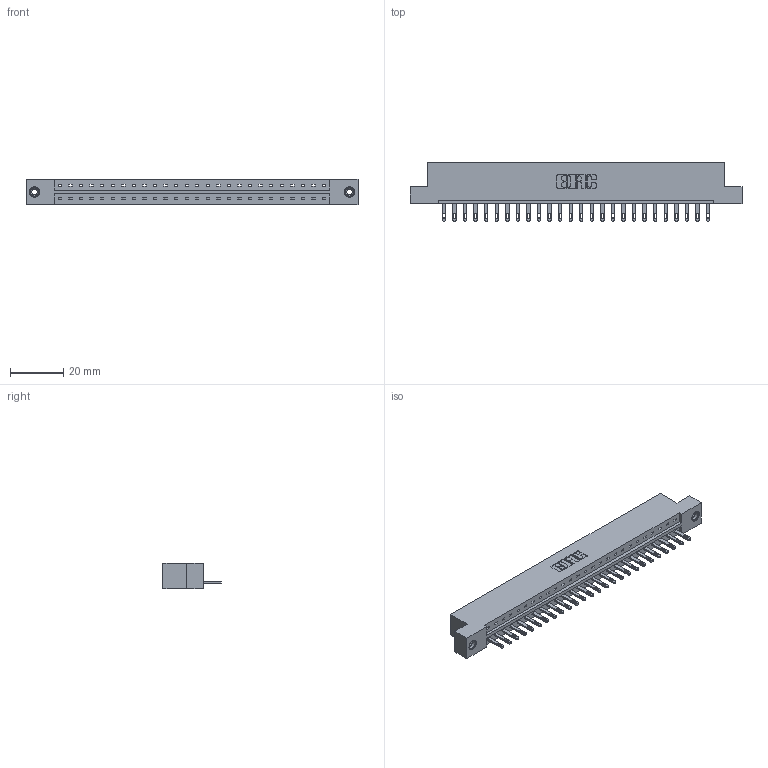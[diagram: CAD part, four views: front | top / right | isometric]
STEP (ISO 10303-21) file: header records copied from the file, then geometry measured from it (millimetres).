
FILE_DESCRIPTION (( 'STEP AP203' ), '1' );
FILE_NAME ('833-026-500-108.STEP', '2020-06-02T00:25:28', ( '' ), ( '' ), 'SwSTEP 2.0', 'SolidWorks 2020', '' );
FILE_SCHEMA (( 'CONFIG_CONTROL_DESIGN' ));
Length unit declared in the file: inch
Products named in the file (4): 345-292-001_345-293-100; 833-026-500-108; 833 Part_Flush - .156 Dia - TI; 345-250-001_345-250-003-102
Assembly tree (29 placements, depth 2):
  833-026-500-108
    833 Part_Flush - .156 Dia - TI
    345-292-001_345-293-100  x26
    345-250-001_345-250-003-102  x2
Bounding box: 124.56 x 21.85 x 9.4 mm (x, y, z)
Volume: 12406.4 mm3; surface area: 13407.8 mm2
Topology: 29 solids, 29 shells, 1578 faces, 4815 edges, 3202 vertices
Faces by surface type: plane 1038, cylinder 524, cone 12, torus 4
Entity records: 19080 total; most frequent: CARTESIAN_POINT 3275, ORIENTED_EDGE 3230, DIRECTION 2829, EDGE_CURVE 1615, LINE 1463, VECTOR 1463, VERTEX_POINT 1072, AXIS2_PLACEMENT_3D 683
